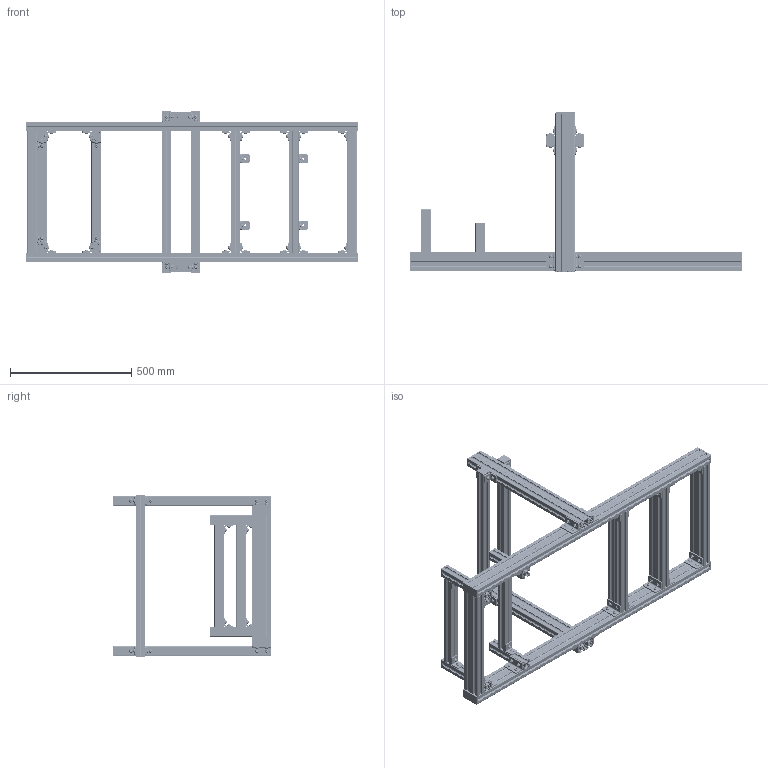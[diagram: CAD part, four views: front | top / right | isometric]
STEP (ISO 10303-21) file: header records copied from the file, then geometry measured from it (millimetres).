
FILE_DESCRIPTION (( 'STEP AP214' ), '1' );
FILE_NAME ('#072 Èãðîâîé êîêïèò #1 (Àí. ÷åðíûé).STEP', '2025-02-13T06:43:42', ( '' ), ( '' ), 'SwSTEP 2.0', 'SolidWorks 2024', '' );
FILE_SCHEMA (( 'AUTOMOTIVE_DESIGN' ));
Length unit declared in the file: millimetre
Products named in the file (19): 444B Конструкционный профиль 40х40х195_195; A841 Уголок 40х80L (черный), паз 10_00; 448B Конструкционный профиль 40х80х650_650; 444B Конструкционный профиль 40х40х250_250; A839 Уголок 40х40L (черный), паз 10)_00; 448B Конструкционный профиль 40х80х1360_1360; A627 Винт с полукругл. гол. и вн. шестигр. М8 х 16, черный оксид, ISO 7380-1_00; Сборка уголка с крепежом 2_00; 444B Конструкционный профиль 40х40х660_660; Сборка уголка с крепежом_00; 448B Конструкционный профиль 40х80х500_500; Сборка2^#072 Игровой кокпит #1 (Ан. черный)_00; A621 Шайба 8, черный оксид, DIN 125_00; E48 Заглушка торцевая 40x80_00; 444B Конструкционный профиль 40х40х420_660; #072 Игровой кокпит #1 (Ан. черный); D45 Т-Гайка М8, паз 10_00; A19 Заглушка торцевая 40x40_00; Сборка крепежа уголка_00
Assembly tree (86 placements, depth 5):
  #072 Игровой кокпит #1 (Ан. черный)
    448B Конструкционный профиль 40х80х500_500  x2
    448B Конструкционный профиль 40х80х650_650  x2
    Сборка2^#072 Игровой кокпит #1 (Ан. черный)_00  x2
      A839 Уголок 40х40L (черный), паз 10)_00
      448B Конструкционный профиль 40х80х500_500
      A841 Уголок 40х80L (черный), паз 10_00
      Сборка уголка с крепежом_00
        A841 Уголок 40х80L (черный), паз 10_00
        Сборка крепежа уголка_00  x4
          D45 Т-Гайка М8, паз 10_00
          A621 Шайба 8, черный оксид, DIN 125_00
          A627 Винт с полукругл. гол. и вн. шестигр. М8 х 16, черный оксид, ISO 7380-1_00
      Сборка крепежа уголка_00
        D45 Т-Гайка М8, паз 10_00
        A621 Шайба 8, черный оксид, DIN 125_00
        A627 Винт с полукругл. гол. и вн. шестигр. М8 х 16, черный оксид, ISO 7380-1_00
    444B Конструкционный профиль 40х40х660_660  x2
    448B Конструкционный профиль 40х80х1360_1360  x2
    444B Конструкционный профиль 40х40х195_195  x2
    444B Конструкционный профиль 40х40х420_660  x2
    444B Конструкционный профиль 40х40х250_250  x2
    E48 Заглушка торцевая 40x80_00  x6
    A19 Заглушка торцевая 40x40_00  x8
    Сборка уголка с крепежом 2_00  x12
      A839 Уголок 40х40L (черный), паз 10)_00
      Сборка крепежа уголка_00
        D45 Т-Гайка М8, паз 10_00
        A621 Шайба 8, черный оксид, DIN 125_00
        A627 Винт с полукругл. гол. и вн. шестигр. М8 х 16, черный оксид, ISO 7380-1_00
    Сборка уголка с крепежом_00  x12
      A841 Уголок 40х80L (черный), паз 10_00
      Сборка крепежа уголка_00
        D45 Т-Гайка М8, паз 10_00
        A621 Шайба 8, черный оксид, DIN 125_00
        A627 Винт с полукругл. гол. и вн. шестигр. М8 х 16, черный оксид, ISO 7380-1_00
Bounding box: 1370.6 x 655.3 x 670.6 mm (x, y, z)
Volume: 8647015.5 mm3; surface area: 7331897.2 mm2
Topology: 390 solids, 390 shells, 17854 faces, 47864 edges, 30884 vertices
Faces by surface type: plane 10518, cylinder 5632, cone 1152, sphere 272, torus 216, bspline 64
Entity records: 112706 total; most frequent: CARTESIAN_POINT 19909, DIRECTION 19692, ORIENTED_EDGE 19548, EDGE_CURVE 9774, VECTOR 6620, LINE 6620, AXIS2_PLACEMENT_3D 6536, VERTEX_POINT 6495
